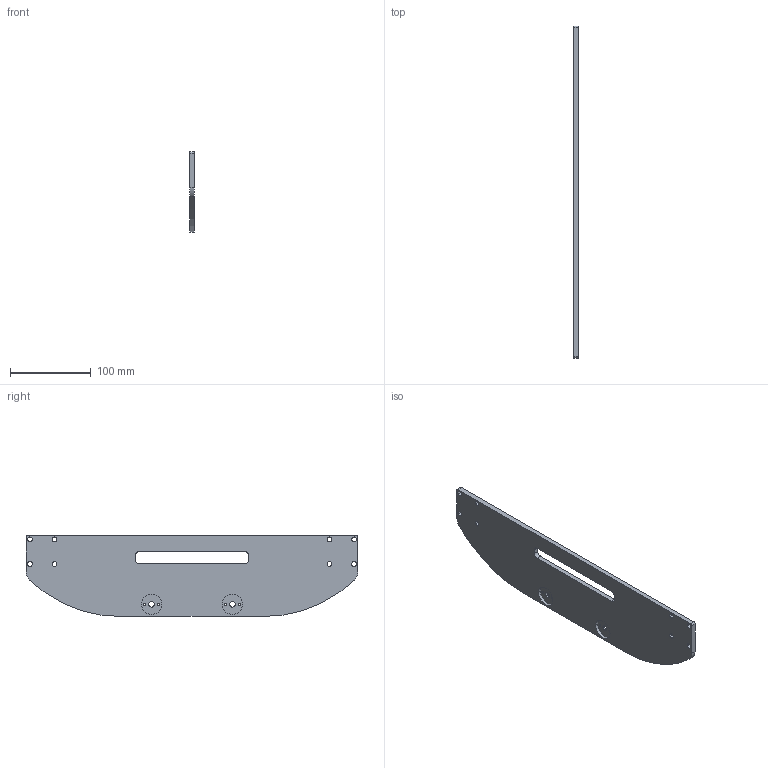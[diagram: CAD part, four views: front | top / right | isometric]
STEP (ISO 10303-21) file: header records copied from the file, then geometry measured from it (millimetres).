
FILE_DESCRIPTION(('CATIA V5 STEP Exchange'),'2;1');
FILE_NAME('ROSIE-001-01-01.stp','2024-03-08T15:36:46+00:00',('none'),('none'),'CATIA Version 5 Release 21 GA (IN-10)','CATIA V5 STEP AP214','none');
FILE_SCHEMA(('AUTOMOTIVE_DESIGN { 1 0 10303 214 1 1 1 1 }'));
Length unit declared in the file: millimetre
Products named in the file (1): ROSIE-001-01-01
Bounding box: 6 x 410 x 100 mm (x, y, z)
Volume: 207095.6 mm3; surface area: 79194.3 mm2
Topology: 1 solids, 1 shells, 54 faces, 150 edges, 100 vertices
Faces by surface type: cylinder 42, plane 12
Entity records: 1930 total; most frequent: ORIENTED_EDGE 300, CARTESIAN_POINT 288, DIRECTION 224, EDGE_CURVE 150, AXIS2_PLACEMENT_3D 122, VERTEX_POINT 100, EDGE_LOOP 86, CIRCLE 84
